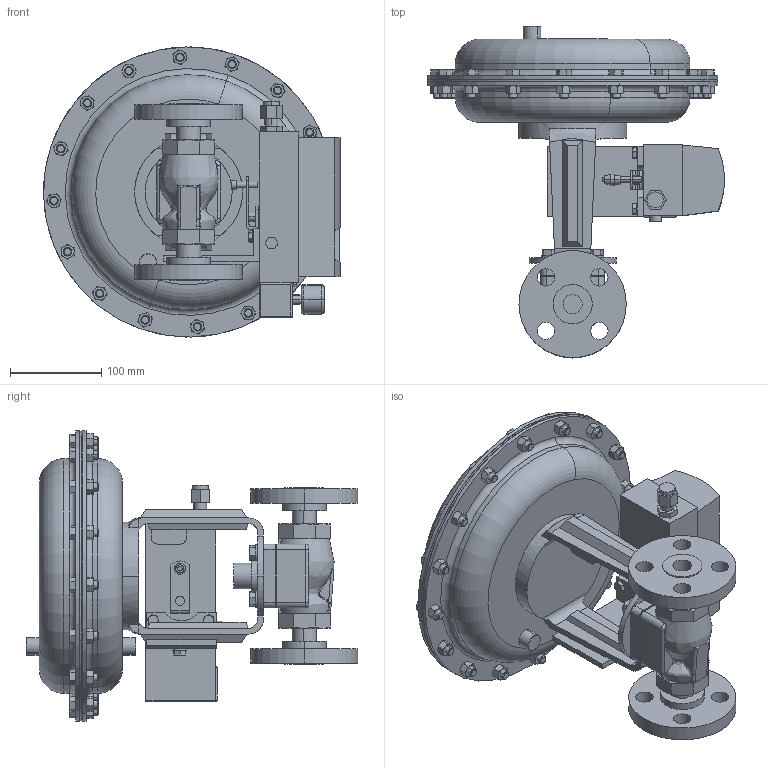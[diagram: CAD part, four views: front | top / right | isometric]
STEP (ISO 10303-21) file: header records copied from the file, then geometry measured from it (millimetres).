
FILE_DESCRIPTION (( 'STEP AP203' ), '1' );
FILE_NAME ('78SP-075-BR+CS+S6-F3-55M-16IQ.step', '2017-09-25T17:08:07', ( '' ), ( '' ), 'SwSTEP 2.0', 'SolidWorks 2014', '' );
FILE_SCHEMA (( 'CONFIG_CONTROL_DESIGN' ));
Length unit declared in the file: inch
Products named in the file (1): 78SP-075-BR+CS+S6-F3-55M-16IQ
Bounding box: 324.8 x 363.13 x 317.42 mm (x, y, z)
Volume: 6819642.3 mm3; surface area: 920243.2 mm2
Topology: 60 solids, 60 shells, 1234 faces, 2698 edges, 1635 vertices
Faces by surface type: plane 555, cone 408, cylinder 209, torus 40, bspline 20, sphere 2
Entity records: 37719 total; most frequent: CARTESIAN_POINT 11715, ORIENTED_EDGE 5388, DIRECTION 5227, EDGE_CURVE 2694, AXIS2_PLACEMENT_3D 2107, VERTEX_POINT 1635, EDGE_LOOP 1313, ADVANCED_FACE 1234
